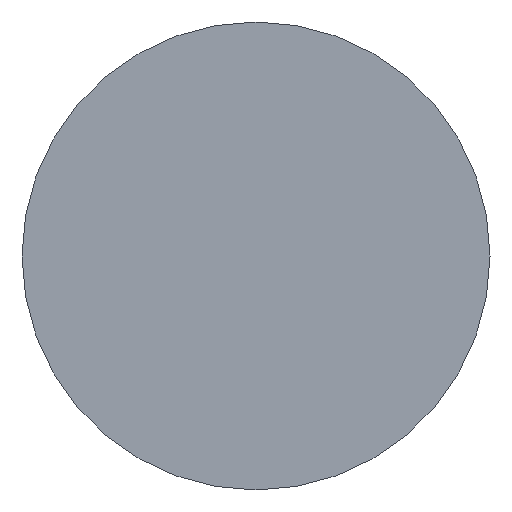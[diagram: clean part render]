
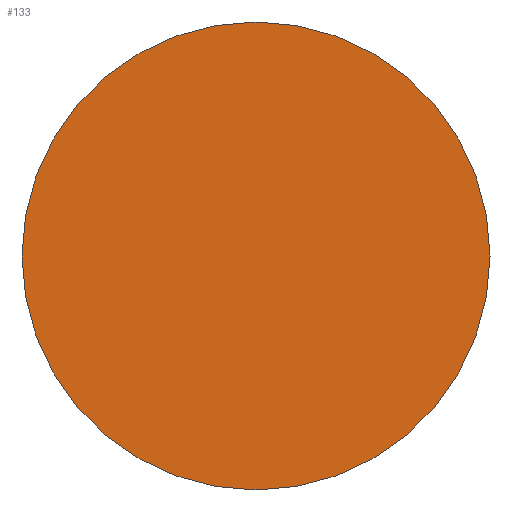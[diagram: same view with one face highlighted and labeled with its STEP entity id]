
A CAD part, left-side view. The second image highlights one B-rep face of the part: STEP entity #133.
In plain terms, the highlighted planar face has unit normal (-1, 0, 0).
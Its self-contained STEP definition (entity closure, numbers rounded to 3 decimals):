
#2 = EDGE_CURVE ( 'NONE', #161, #122, #53, .T. ) ;
#7 = DIRECTION ( 'NONE',  ( 0., 0., 1. ) ) ;
#14 = CARTESIAN_POINT ( 'NONE',  ( 409.271, 28.291, 6.35 ) ) ;
#17 = DIRECTION ( 'NONE',  ( 1., 0., 0. ) ) ;
#23 = DIRECTION ( 'NONE',  ( 0., 0., 1. ) ) ;
#24 = DIRECTION ( 'NONE',  ( -1., 0., 0. ) ) ;
#27 = CARTESIAN_POINT ( 'NONE',  ( 409.271, 28.291, 0. ) ) ;
#29 = CIRCLE ( 'NONE', #172, 6.35 ) ;
#35 = EDGE_CURVE ( 'NONE', #122, #161, #29, .T. ) ;
#43 = AXIS2_PLACEMENT_3D ( 'NONE', #27, #17, #130 ) ;
#50 = ORIENTED_EDGE ( 'NONE', *, *, #2, .T. ) ;
#53 = CIRCLE ( 'NONE', #149, 6.35 ) ;
#76 = ORIENTED_EDGE ( 'NONE', *, *, #35, .T. ) ;
#80 = EDGE_LOOP ( 'NONE', ( #76, #50 ) ) ;
#88 = FACE_OUTER_BOUND ( 'NONE', #80, .T. ) ;
#104 = PLANE ( 'NONE',  #43 ) ;
#122 = VERTEX_POINT ( 'NONE', #14 ) ;
#125 = CARTESIAN_POINT ( 'NONE',  ( 409.271, 28.291, 0. ) ) ;
#126 = CARTESIAN_POINT ( 'NONE',  ( 409.271, 28.291, -6.35 ) ) ;
#130 = DIRECTION ( 'NONE',  ( 0., 0., -1. ) ) ;
#133 = ADVANCED_FACE ( 'NONE', ( #88 ), #104, .F. ) ;
#149 = AXIS2_PLACEMENT_3D ( 'NONE', #125, #178, #7 ) ;
#152 = CARTESIAN_POINT ( 'NONE',  ( 409.271, 28.291, 0. ) ) ;
#161 = VERTEX_POINT ( 'NONE', #126 ) ;
#172 = AXIS2_PLACEMENT_3D ( 'NONE', #152, #24, #23 ) ;
#178 = DIRECTION ( 'NONE',  ( -1., 0., 0. ) ) ;
